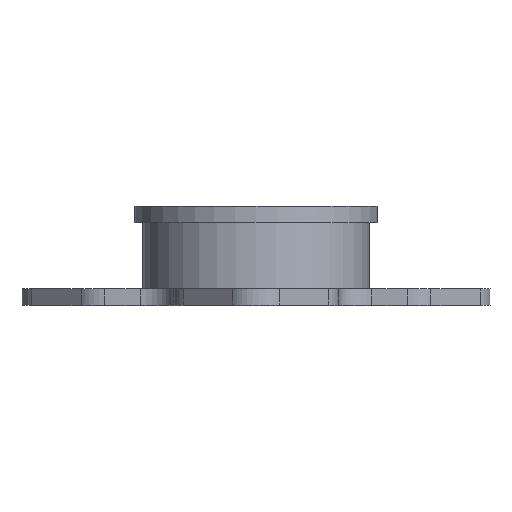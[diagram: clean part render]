
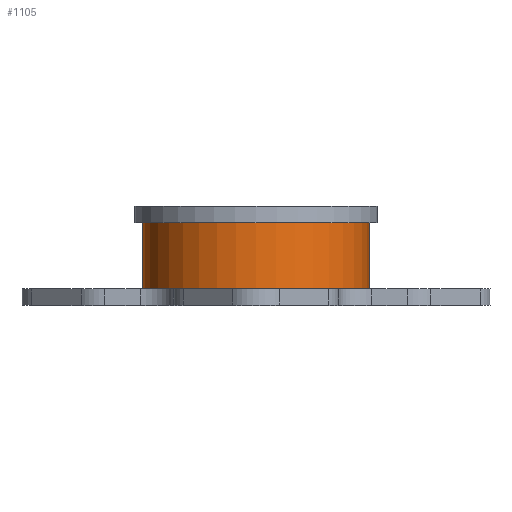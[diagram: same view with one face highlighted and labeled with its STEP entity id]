
A CAD part, top view. The second image highlights one B-rep face of the part: STEP entity #1105.
In plain terms, the highlighted cylindrical face has radius 6.85 mm (diameter 13.7 mm), a full revolution.
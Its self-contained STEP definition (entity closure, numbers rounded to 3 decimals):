
#114=FACE_OUTER_BOUND('',#184,.T.);
#184=EDGE_LOOP('',(#983,#984,#985,#986));
#293=LINE('',#1911,#393);
#393=VECTOR('',#1580,6.85);
#426=CIRCLE('',#1177,6.85);
#447=CIRCLE('',#1243,6.85);
#514=VERTEX_POINT('',#1742);
#551=VERTEX_POINT('',#1902);
#627=EDGE_CURVE('',#514,#514,#426,.T.);
#705=EDGE_CURVE('',#551,#551,#447,.T.);
#709=EDGE_CURVE('',#551,#514,#293,.T.);
#983=ORIENTED_EDGE('',*,*,#705,.T.);
#984=ORIENTED_EDGE('',*,*,#709,.T.);
#985=ORIENTED_EDGE('',*,*,#627,.F.);
#986=ORIENTED_EDGE('',*,*,#709,.F.);
#1049=CYLINDRICAL_SURFACE('',#1247,6.85);
#1105=ADVANCED_FACE('',(#114),#1049,.T.);
#1177=AXIS2_PLACEMENT_3D('',#1743,#1380,#1381);
#1243=AXIS2_PLACEMENT_3D('',#1903,#1569,#1570);
#1247=AXIS2_PLACEMENT_3D('',#1910,#1578,#1579);
#1380=DIRECTION('center_axis',(0.,-1.,0.));
#1381=DIRECTION('ref_axis',(1.,0.,0.));
#1569=DIRECTION('center_axis',(0.,-1.,0.));
#1570=DIRECTION('ref_axis',(1.,0.,0.));
#1578=DIRECTION('center_axis',(0.,1.,0.));
#1579=DIRECTION('ref_axis',(1.,0.,0.));
#1580=DIRECTION('',(0.,-1.,0.));
#1742=CARTESIAN_POINT('',(-6.85,1.,0.));
#1743=CARTESIAN_POINT('Origin',(0.,1.,0.));
#1902=CARTESIAN_POINT('',(-6.85,5.,0.));
#1903=CARTESIAN_POINT('Origin',(0.,5.,0.));
#1910=CARTESIAN_POINT('Origin',(0.,1.,0.));
#1911=CARTESIAN_POINT('',(-6.85,1.,0.));
